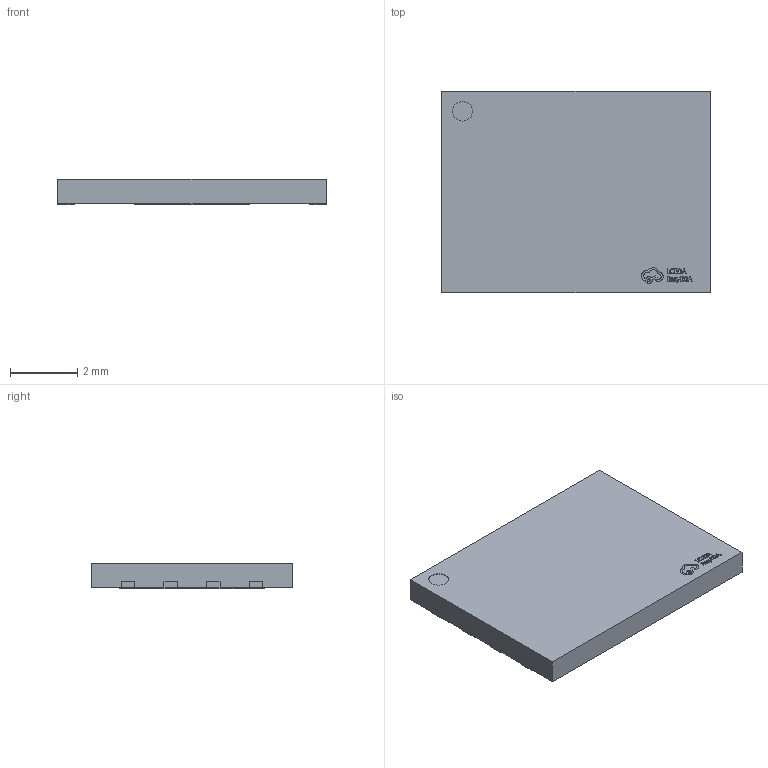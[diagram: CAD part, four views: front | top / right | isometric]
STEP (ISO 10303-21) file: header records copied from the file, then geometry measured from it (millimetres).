
FILE_DESCRIPTION (( 'STEP AP214' ), '1' );
FILE_NAME ('WSON-8_L8.0-W6.0-P1.27-TL-EP-1.step', '2022-07-26T09:39:10', ( '' ), ( '' ), 'SwSTEP 2.0', 'SolidWorks 2020', '' );
FILE_SCHEMA (( 'AUTOMOTIVE_DESIGN' ));
Length unit declared in the file: millimetre
Products named in the file (1): WSON-8_L8.0-W6.0-P1.27-TL-EP-1
Bounding box: 8 x 6 x 0.75 mm (x, y, z)
Volume: 35.4 mm3; surface area: 190.3 mm2
Topology: 32 solids, 32 shells, 494 faces, 1263 edges, 842 vertices
Faces by surface type: plane 332, bspline 112, cylinder 50
Entity records: 18564 total; most frequent: CARTESIAN_POINT 4316, ORIENTED_EDGE 2526, DIRECTION 1858, EDGE_CURVE 1263, VECTOR 892, LINE 892, VERTEX_POINT 842, EDGE_LOOP 515
